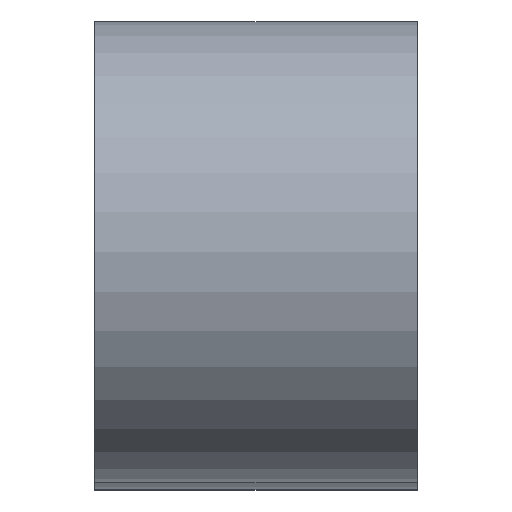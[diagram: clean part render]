
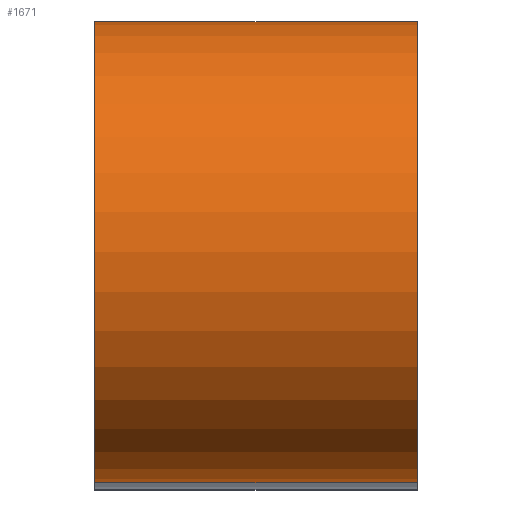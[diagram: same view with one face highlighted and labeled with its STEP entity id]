
A CAD part, top view. The second image highlights one B-rep face of the part: STEP entity #1671.
In plain terms, the highlighted cylindrical face has radius 6.35 mm (diameter 12.7 mm), a partial arc.
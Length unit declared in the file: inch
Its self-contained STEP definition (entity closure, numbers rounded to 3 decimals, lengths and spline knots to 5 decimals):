
#2 = CARTESIAN_POINT ( 'NONE',  ( 0.35, -0.25, 4.5 ) ) ;
#142 = ORIENTED_EDGE ( 'NONE', *, *, #2514, .F. ) ;
#197 = VERTEX_POINT ( 'NONE', #883 ) ;
#271 = AXIS2_PLACEMENT_3D ( 'NONE', #2518, #2485, #2288 ) ;
#365 = DIRECTION ( 'NONE',  ( 0., 0., 1. ) ) ;
#375 = LINE ( 'NONE', #2, #2669 ) ;
#473 = VECTOR ( 'NONE', #2694, 39.37008 ) ;
#533 = CARTESIAN_POINT ( 'NONE',  ( 0., 0.25, 4.5 ) ) ;
#585 = DIRECTION ( 'NONE',  ( -1., 0., 0. ) ) ;
#600 = CYLINDRICAL_SURFACE ( 'NONE', #2122, 0.25 ) ;
#619 = VERTEX_POINT ( 'NONE', #2295 ) ;
#667 = EDGE_CURVE ( 'NONE', #197, #619, #375, .T. ) ;
#711 = CARTESIAN_POINT ( 'NONE',  ( 0.35, 0.25, 4.5 ) ) ;
#727 = CARTESIAN_POINT ( 'NONE',  ( 0.35, 0.25, 4.5 ) ) ;
#840 = CARTESIAN_POINT ( 'NONE',  ( 0., 0., 4.5 ) ) ;
#856 = CARTESIAN_POINT ( 'NONE',  ( 0.35, 0., 4.5 ) ) ;
#883 = CARTESIAN_POINT ( 'NONE',  ( 0.35, -0.25, 4.5 ) ) ;
#941 = CIRCLE ( 'NONE', #1389, 0.25 ) ;
#960 = FACE_OUTER_BOUND ( 'NONE', #2839, .T. ) ;
#976 = ORIENTED_EDGE ( 'NONE', *, *, #1866, .T. ) ;
#1283 = DIRECTION ( 'NONE',  ( -1., 0., 0. ) ) ;
#1389 = AXIS2_PLACEMENT_3D ( 'NONE', #840, #2449, #365 ) ;
#1671 = ADVANCED_FACE ( 'NONE', ( #960 ), #600, .T. ) ;
#1714 = CIRCLE ( 'NONE', #271, 0.25 ) ;
#1813 = EDGE_CURVE ( 'NONE', #197, #2647, #1714, .T. ) ;
#1866 = EDGE_CURVE ( 'NONE', #2647, #2245, #2048, .T. ) ;
#1910 = ORIENTED_EDGE ( 'NONE', *, *, #1813, .T. ) ;
#2048 = LINE ( 'NONE', #711, #473 ) ;
#2122 = AXIS2_PLACEMENT_3D ( 'NONE', #856, #585, #2395 ) ;
#2245 = VERTEX_POINT ( 'NONE', #533 ) ;
#2288 = DIRECTION ( 'NONE',  ( 0., 0., 1. ) ) ;
#2295 = CARTESIAN_POINT ( 'NONE',  ( 0., -0.25, 4.5 ) ) ;
#2395 = DIRECTION ( 'NONE',  ( 0., 0., -1. ) ) ;
#2449 = DIRECTION ( 'NONE',  ( -1., 0., 0. ) ) ;
#2485 = DIRECTION ( 'NONE',  ( -1., 0., 0. ) ) ;
#2514 = EDGE_CURVE ( 'NONE', #619, #2245, #941, .T. ) ;
#2518 = CARTESIAN_POINT ( 'NONE',  ( 0.35, 0., 4.5 ) ) ;
#2591 = ORIENTED_EDGE ( 'NONE', *, *, #667, .F. ) ;
#2647 = VERTEX_POINT ( 'NONE', #727 ) ;
#2669 = VECTOR ( 'NONE', #1283, 39.37008 ) ;
#2694 = DIRECTION ( 'NONE',  ( -1., 0., 0. ) ) ;
#2839 = EDGE_LOOP ( 'NONE', ( #142, #2591, #1910, #976 ) ) ;
